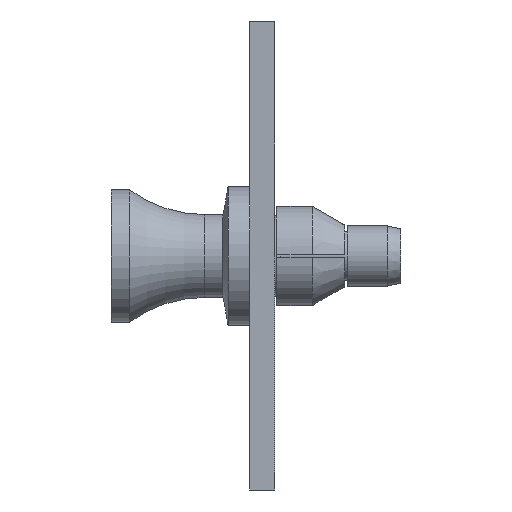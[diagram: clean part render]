
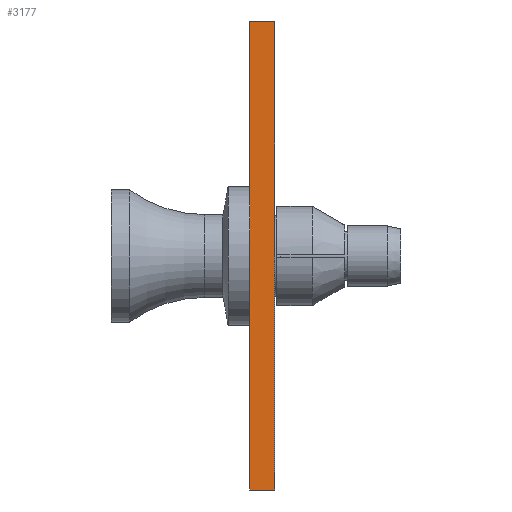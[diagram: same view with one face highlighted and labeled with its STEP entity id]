
A CAD part, left-side view. The second image highlights one B-rep face of the part: STEP entity #3177.
In plain terms, the highlighted planar face has unit normal (-1, 0, 0).
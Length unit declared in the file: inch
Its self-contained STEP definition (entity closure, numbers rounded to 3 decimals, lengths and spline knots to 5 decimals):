
#281 = EDGE_CURVE ( 'Edge10', #1336, #1783, #1779, .T. ) ;
#460 = DIRECTION ( 'NONE',  ( 0., 0., 1. ) ) ;
#539 = DIRECTION ( 'NONE',  ( 0., 0., 1. ) ) ;
#618 = ORIENTED_EDGE ( 'NONE', *, *, #281, .T. ) ;
#664 = CARTESIAN_POINT ( 'NONE',  ( -2.55, 0.06, -0.565 ) ) ;
#681 = CARTESIAN_POINT ( 'NONE',  ( -2.55, 0.06, 0.565 ) ) ;
#716 = LINE ( 'NONE', #1715, #1565 ) ;
#876 = VECTOR ( 'NONE', #460, 39.37008 ) ;
#892 = FACE_OUTER_BOUND ( 'NONE', #3033, .T. ) ;
#1285 = CARTESIAN_POINT ( 'NONE',  ( -2.55, 0., 0.565 ) ) ;
#1297 = LINE ( 'NONE', #1318, #2186 ) ;
#1318 = CARTESIAN_POINT ( 'NONE',  ( -2.55, 0.06, 0.565 ) ) ;
#1336 = VERTEX_POINT ( 'NONE', #1460 ) ;
#1351 = DIRECTION ( 'NONE',  ( 0., -1., 0. ) ) ;
#1460 = CARTESIAN_POINT ( 'NONE',  ( -2.55, 0., -0.565 ) ) ;
#1475 = CARTESIAN_POINT ( 'NONE',  ( -2.55, 0.06, -0.565 ) ) ;
#1565 = VECTOR ( 'NONE', #2799, 39.37008 ) ;
#1616 = EDGE_CURVE ( 'NONE', #1820, #3012, #2497, .T. ) ;
#1715 = CARTESIAN_POINT ( 'NONE',  ( -2.55, 0.06, -0.565 ) ) ;
#1779 = LINE ( 'NONE', #2772, #2640 ) ;
#1783 = VERTEX_POINT ( 'NONE', #1285 ) ;
#1820 = VERTEX_POINT ( 'NONE', #2255 ) ;
#1992 = ORIENTED_EDGE ( 'NONE', *, *, #1616, .F. ) ;
#2186 = VECTOR ( 'NONE', #1351, 39.37008 ) ;
#2255 = CARTESIAN_POINT ( 'NONE',  ( -2.55, 0.06, -0.565 ) ) ;
#2261 = EDGE_CURVE ( 'NONE', #3012, #1783, #1297, .T. ) ;
#2378 = PLANE ( 'NONE',  #2993 ) ;
#2406 = DIRECTION ( 'NONE',  ( 1., 0., 0. ) ) ;
#2497 = LINE ( 'NONE', #1475, #876 ) ;
#2640 = VECTOR ( 'NONE', #539, 39.37008 ) ;
#2772 = CARTESIAN_POINT ( 'NONE',  ( -2.55, 0., -0.565 ) ) ;
#2799 = DIRECTION ( 'NONE',  ( 0., -1., 0. ) ) ;
#2886 = DIRECTION ( 'NONE',  ( 0., 0., -1. ) ) ;
#2896 = ORIENTED_EDGE ( 'NONE', *, *, #3060, .T. ) ;
#2926 = ORIENTED_EDGE ( 'NONE', *, *, #2261, .F. ) ;
#2993 = AXIS2_PLACEMENT_3D ( 'NONE', #664, #2406, #2886 ) ;
#3012 = VERTEX_POINT ( 'NONE', #681 ) ;
#3033 = EDGE_LOOP ( 'NONE', ( #618, #2926, #1992, #2896 ) ) ;
#3060 = EDGE_CURVE ( 'NONE', #1820, #1336, #716, .T. ) ;
#3177 = ADVANCED_FACE ( 'NONE', ( #892 ), #2378, .F. ) ;
